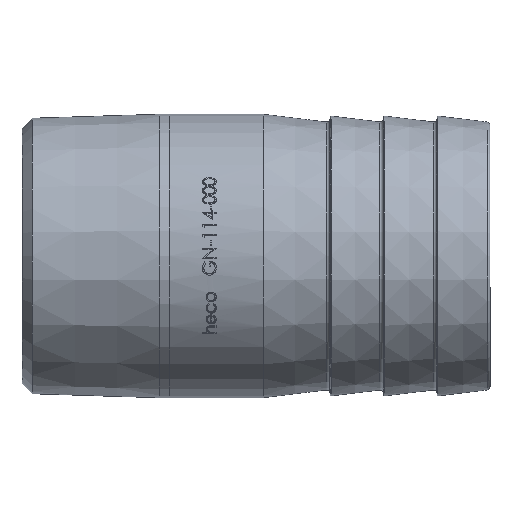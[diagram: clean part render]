
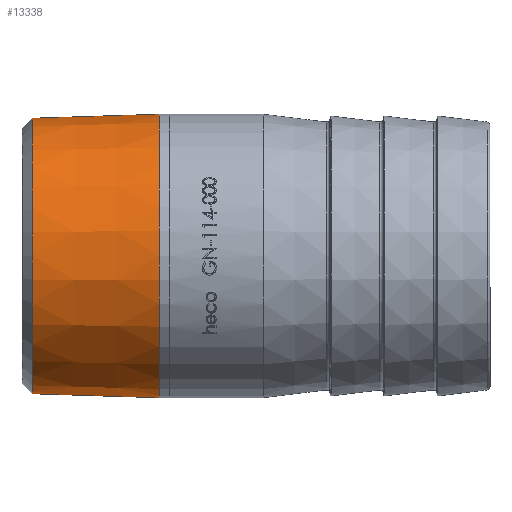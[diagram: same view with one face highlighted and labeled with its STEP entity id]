
A CAD part, top view. The second image highlights one B-rep face of the part: STEP entity #13338.
In plain terms, the highlighted conical face has half-angle 1.79 degrees and reference radius 21.2 mm.
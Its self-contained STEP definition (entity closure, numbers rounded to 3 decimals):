
#385 = CIRCLE ( 'NONE', #11284, 21.2 ) ;
#446 = ORIENTED_EDGE ( 'NONE', *, *, #1209, .T. ) ;
#731 = VERTEX_POINT ( 'NONE', #10789 ) ;
#1209 = EDGE_CURVE ( 'NONE', #11802, #11802, #7708, .T. ) ;
#2342 = CARTESIAN_POINT ( 'NONE',  ( -49.46, 0., 0. ) ) ;
#2598 = ORIENTED_EDGE ( 'NONE', *, *, #9247, .F. ) ;
#3239 = DIRECTION ( 'NONE',  ( 0., 1., 0. ) ) ;
#3790 = CARTESIAN_POINT ( 'NONE',  ( -49.46, 0., 0. ) ) ;
#4485 = DIRECTION ( 'NONE',  ( 1., 0., 0. ) ) ;
#4763 = EDGE_LOOP ( 'NONE', ( #446 ) ) ;
#6196 = DIRECTION ( 'NONE',  ( 1., 0., 0. ) ) ;
#6897 = EDGE_LOOP ( 'NONE', ( #2598 ) ) ;
#7053 = FACE_OUTER_BOUND ( 'NONE', #6897, .T. ) ;
#7708 = CIRCLE ( 'NONE', #13290, 20.606 ) ;
#7822 = CARTESIAN_POINT ( 'NONE',  ( -68.472, 20.606, 0. ) ) ;
#8580 = AXIS2_PLACEMENT_3D ( 'NONE', #2342, #4485, #3239 ) ;
#9247 = EDGE_CURVE ( 'NONE', #731, #731, #385, .T. ) ;
#10375 = DIRECTION ( 'NONE',  ( 0., 1., 0. ) ) ;
#10457 = CONICAL_SURFACE ( 'NONE', #8580, 21.2, 0.031 ) ;
#10789 = CARTESIAN_POINT ( 'NONE',  ( -49.46, 21.2, 0. ) ) ;
#11284 = AXIS2_PLACEMENT_3D ( 'NONE', #3790, #6196, #13596 ) ;
#11802 = VERTEX_POINT ( 'NONE', #7822 ) ;
#13290 = AXIS2_PLACEMENT_3D ( 'NONE', #14538, #15787, #10375 ) ;
#13338 = ADVANCED_FACE ( 'NONE', ( #16225, #7053 ), #10457, .T. ) ;
#13596 = DIRECTION ( 'NONE',  ( 0., 1., 0. ) ) ;
#14538 = CARTESIAN_POINT ( 'NONE',  ( -68.472, 0., 0. ) ) ;
#15787 = DIRECTION ( 'NONE',  ( 1., 0., 0. ) ) ;
#16225 = FACE_BOUND ( 'NONE', #4763, .T. ) ;
